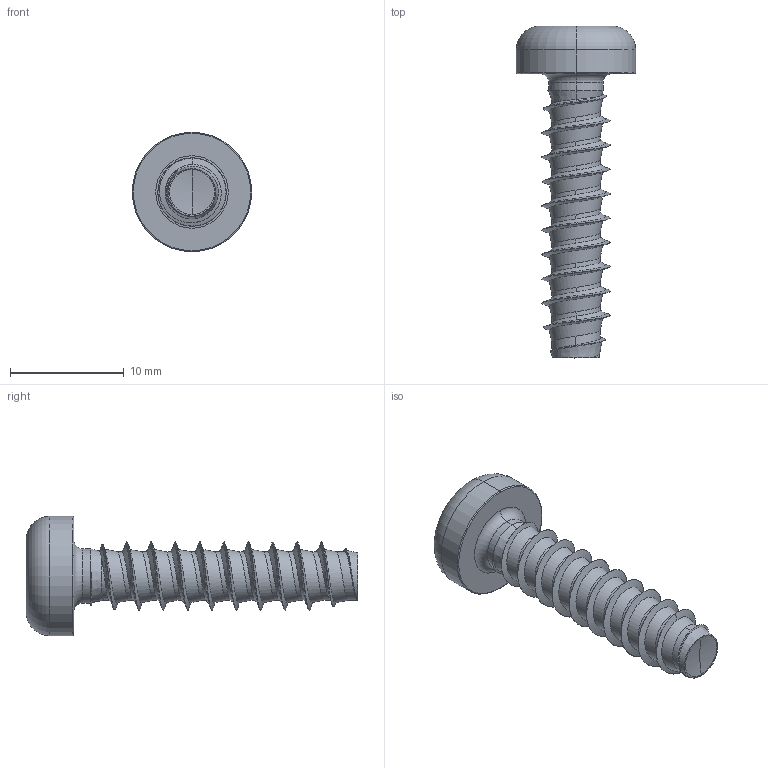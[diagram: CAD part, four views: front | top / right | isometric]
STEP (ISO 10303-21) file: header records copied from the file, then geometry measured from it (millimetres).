
FILE_DESCRIPTION (( 'STEP AP203' ), '1' );
FILE_NAME ('STP390600250.STEP', '2017-08-15T19:59:49', ( '' ), ( '' ), 'SwSTEP 2.0', 'SolidWorks 2015', '' );
FILE_SCHEMA (( 'CONFIG_CONTROL_DESIGN' ));
Length unit declared in the file: millimetre
Products named in the file (1): STP390600250
Bounding box: 10.5 x 29.19 x 10.5 mm (x, y, z)
Volume: 701.7 mm3; surface area: 854 mm2
Topology: 1 solids, 1 shells, 102 faces, 254 edges, 154 vertices
Faces by surface type: cylinder 46, bspline 35, cone 9, torus 6, sphere 4, plane 2
Entity records: 22787 total; most frequent: CARTESIAN_POINT 20677, ORIENTED_EDGE 504, DIRECTION 315, EDGE_CURVE 252, VERTEX_POINT 154, AXIS2_PLACEMENT_3D 128, B_SPLINE_CURVE_WITH_KNOTS 111, EDGE_LOOP 104
